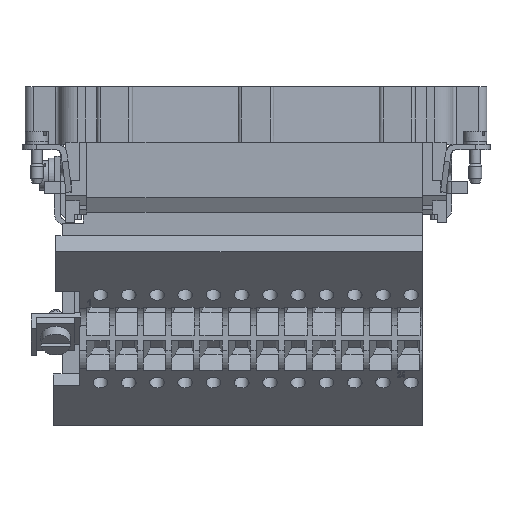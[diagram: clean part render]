
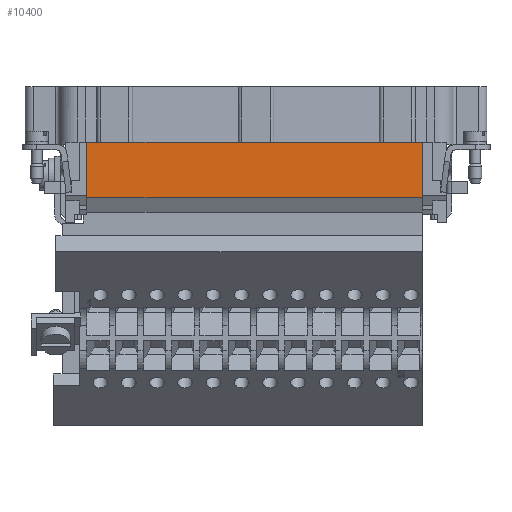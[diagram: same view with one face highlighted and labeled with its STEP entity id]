
A CAD part, front view. The second image highlights one B-rep face of the part: STEP entity #10400.
In plain terms, the highlighted planar face has unit normal (0, -1, 0).
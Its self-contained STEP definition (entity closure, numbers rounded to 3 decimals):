
#8267=PLANE('',#34364);
#9240=FACE_OUTER_BOUND('',#12547,.T.);
#10400=ADVANCED_FACE('',(#9240),#8267,.T.);
#12547=EDGE_LOOP('',(#15636,#15637,#15638,#15639,#15640,#15641));
#15636=ORIENTED_EDGE('',*,*,#23809,.F.);
#15637=ORIENTED_EDGE('',*,*,#23810,.T.);
#15638=ORIENTED_EDGE('',*,*,#23811,.T.);
#15639=ORIENTED_EDGE('',*,*,#23812,.F.);
#15640=ORIENTED_EDGE('',*,*,#23803,.T.);
#15641=ORIENTED_EDGE('',*,*,#22829,.F.);
#20532=VERTEX_POINT('',#43003);
#20534=VERTEX_POINT('',#43006);
#21247=VERTEX_POINT('',#45089);
#21250=VERTEX_POINT('',#45100);
#21251=VERTEX_POINT('',#45102);
#21252=VERTEX_POINT('',#45104);
#22829=EDGE_CURVE('',#20532,#20534,#27137,.T.);
#23803=EDGE_CURVE('',#21247,#20534,#27891,.T.);
#23809=EDGE_CURVE('',#21250,#20532,#27897,.T.);
#23810=EDGE_CURVE('',#21250,#21251,#27898,.T.);
#23811=EDGE_CURVE('',#21251,#21252,#27899,.T.);
#23812=EDGE_CURVE('',#21247,#21252,#27900,.T.);
#27137=LINE('',#43005,#29825);
#27891=LINE('',#45088,#30579);
#27897=LINE('',#45099,#30585);
#27898=LINE('',#45101,#30586);
#27899=LINE('',#45103,#30587);
#27900=LINE('',#45105,#30588);
#29825=VECTOR('',#36073,1.);
#30579=VECTOR('',#38059,1.);
#30585=VECTOR('',#38069,1.);
#30586=VECTOR('',#38070,1.);
#30587=VECTOR('',#38071,1.);
#30588=VECTOR('',#38072,1.);
#34364=AXIS2_PLACEMENT_3D('',#45106,#38073,#38074);
#36073=DIRECTION('',(0.,0.,-1.));
#38059=DIRECTION('',(0.,0.,1.));
#38069=DIRECTION('',(1.,0.,0.));
#38070=DIRECTION('',(0.,0.,-1.));
#38071=DIRECTION('',(0.,0.,-1.));
#38072=DIRECTION('',(-1.,0.,0.));
#38073=DIRECTION('',(0.,-1.,0.));
#38074=DIRECTION('',(0.,0.,1.));
#43003=CARTESIAN_POINT('',(39.45,-16.9,1.8));
#43005=CARTESIAN_POINT('',(39.45,-16.9,-15.7));
#43006=CARTESIAN_POINT('',(39.45,-16.9,-10.973));
#45088=CARTESIAN_POINT('',(39.45,-16.9,-11.319));
#45089=CARTESIAN_POINT('',(39.45,-16.9,-11.319));
#45099=CARTESIAN_POINT('',(41.95,-16.9,1.8));
#45100=CARTESIAN_POINT('',(-40.1,-16.9,1.8));
#45101=CARTESIAN_POINT('',(-40.1,-16.9,0.561));
#45102=CARTESIAN_POINT('',(-40.1,-16.9,-10.973));
#45103=CARTESIAN_POINT('',(-40.1,-16.9,0.561));
#45104=CARTESIAN_POINT('',(-40.1,-16.9,-11.319));
#45105=CARTESIAN_POINT('',(40.3,-16.9,-11.319));
#45106=CARTESIAN_POINT('',(40.4,-16.9,-11.419));
